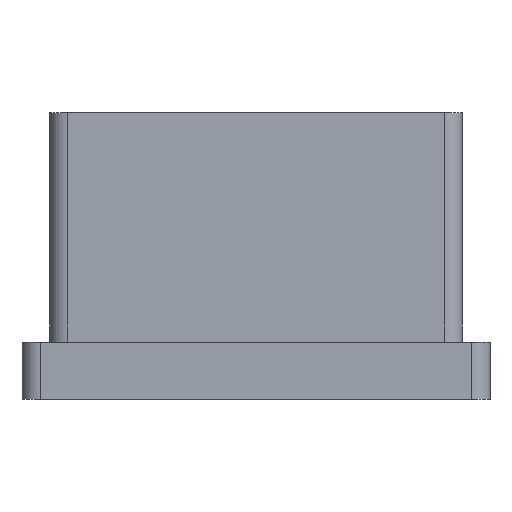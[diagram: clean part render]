
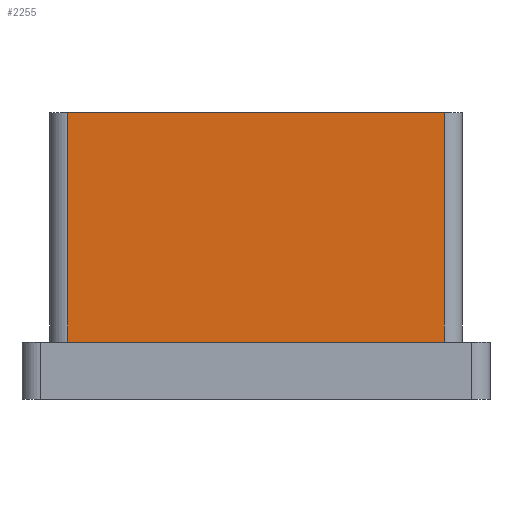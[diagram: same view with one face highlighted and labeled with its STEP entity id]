
A CAD part, front view. The second image highlights one B-rep face of the part: STEP entity #2255.
In plain terms, the highlighted planar face has unit normal (0, -1, 0).
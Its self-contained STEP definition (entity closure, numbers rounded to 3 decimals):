
#182=FACE_OUTER_BOUND('',#310,.T.);
#310=EDGE_LOOP('',(#1545,#1546,#1547,#1548));
#473=LINE('',#3312,#672);
#474=LINE('',#3314,#673);
#475=LINE('',#3316,#674);
#476=LINE('',#3317,#675);
#672=VECTOR('',#2615,10.414);
#673=VECTOR('',#2616,6.35);
#674=VECTOR('',#2617,10.414);
#675=VECTOR('',#2618,6.35);
#960=VERTEX_POINT('',#3310);
#961=VERTEX_POINT('',#3311);
#962=VERTEX_POINT('',#3313);
#963=VERTEX_POINT('',#3315);
#1195=EDGE_CURVE('',#960,#961,#473,.T.);
#1196=EDGE_CURVE('',#960,#962,#474,.T.);
#1197=EDGE_CURVE('',#962,#963,#475,.T.);
#1198=EDGE_CURVE('',#963,#961,#476,.T.);
#1545=ORIENTED_EDGE('',*,*,#1195,.F.);
#1546=ORIENTED_EDGE('',*,*,#1196,.T.);
#1547=ORIENTED_EDGE('',*,*,#1197,.T.);
#1548=ORIENTED_EDGE('',*,*,#1198,.T.);
#2198=PLANE('',#2402);
#2255=ADVANCED_FACE('',(#182),#2198,.T.);
#2402=AXIS2_PLACEMENT_3D('',#3309,#2613,#2614);
#2613=DIRECTION('center_axis',(0.,-1.,0.));
#2614=DIRECTION('ref_axis',(0.,0.,-1.));
#2615=DIRECTION('',(1.,0.,0.));
#2616=DIRECTION('',(0.,0.,-1.));
#2617=DIRECTION('',(1.,0.,0.));
#2618=DIRECTION('',(0.,0.,1.));
#3309=CARTESIAN_POINT('Origin',(-5.715,-5.715,-4.572));
#3310=CARTESIAN_POINT('',(-5.207,-5.715,1.778));
#3311=CARTESIAN_POINT('',(5.207,-5.715,1.778));
#3312=CARTESIAN_POINT('',(-5.207,-5.715,1.778));
#3313=CARTESIAN_POINT('',(-5.207,-5.715,-4.572));
#3314=CARTESIAN_POINT('',(-5.207,-5.715,1.778));
#3315=CARTESIAN_POINT('',(5.207,-5.715,-4.572));
#3316=CARTESIAN_POINT('',(-5.207,-5.715,-4.572));
#3317=CARTESIAN_POINT('',(5.207,-5.715,-4.572));
